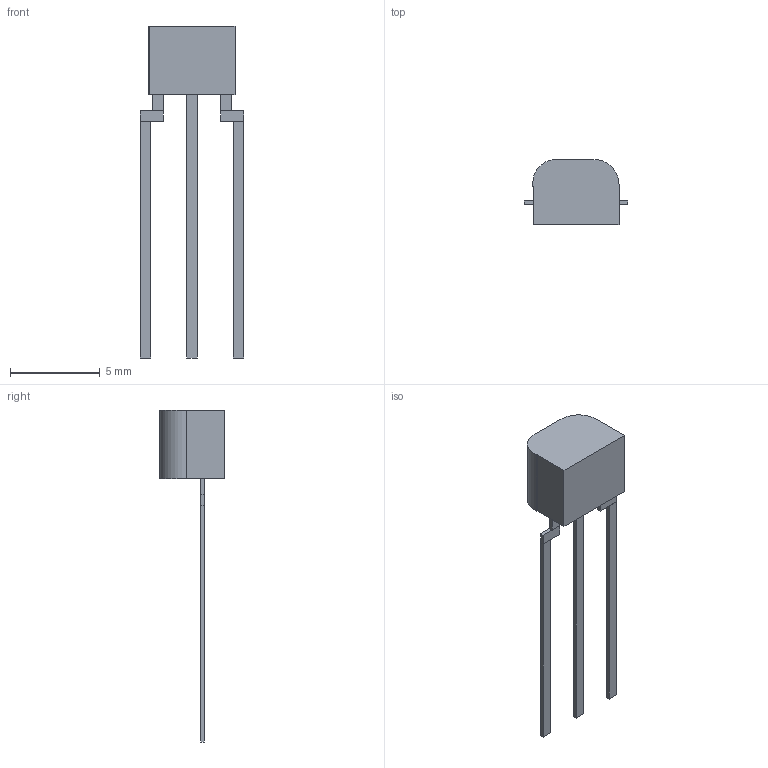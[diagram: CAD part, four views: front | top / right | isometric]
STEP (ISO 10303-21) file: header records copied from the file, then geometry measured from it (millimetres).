
FILE_DESCRIPTION(('FreeCAD Model'),'2;1');
FILE_NAME('972576.2.5.stp','2021-01-12T14:21:01',( 'Author'),(''),'Open CASCADE STEP processor 6.9','FreeCAD','Unknown' );
FILE_SCHEMA(('AUTOMOTIVE_DESIGN { 1 0 10303 214 1 1 1 1 }'));
Length unit declared in the file: millimetre
Products named in the file (9): ASSEMBLY; Rect1; Rect2; Rect3; Rect4; Rect5; Rect6; Rect7; Pad0
Assembly tree (8 placements, depth 2):
  ASSEMBLY
    Rect1
    Rect2
    Rect3
    Rect4
    Rect5
    Rect6
    Rect7
    Pad0
Bounding box: 5.8 x 3.62 x 18.53 mm (x, y, z)
Volume: 69 mm3; surface area: 167.8 mm2
Topology: 8 solids, 8 shells, 51 faces, 105 edges, 70 vertices
Faces by surface type: plane 49, cylinder 2
Entity records: 2910 total; most frequent: CARTESIAN_POINT 445, DIRECTION 439, LINE 307, VECTOR 307, ORIENTED_EDGE 210, PCURVE 210, DEFINITIONAL_REPRESENTATION 210, EDGE_CURVE 105
